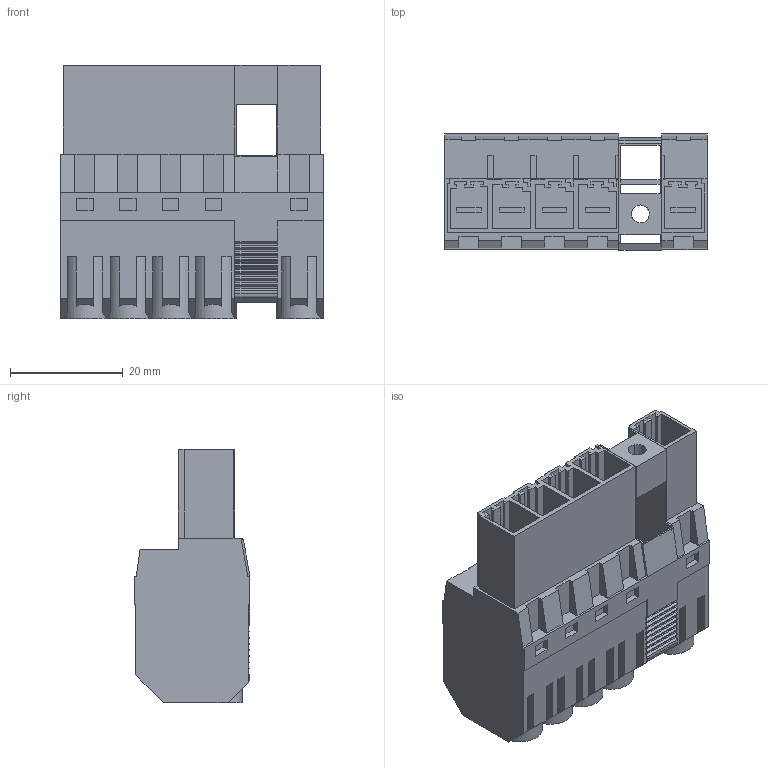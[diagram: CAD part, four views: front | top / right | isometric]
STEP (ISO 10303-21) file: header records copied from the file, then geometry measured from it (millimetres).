
FILE_DESCRIPTION(('CATIA V5 STEP Exchange','CAx-IF Rec.Pracs.--- Model Styling and Organization---1.4--- 2014-01-23'),'2;1');
FILE_NAME ('013252-1_0_1430020000_1430020000.stp','2022-10-14T12:21:49+00:00',('none'),('Weidmueller'),'CATIA Version 5-6 Release 2016 SP3 HF44','CATIA V5 STEP AP214','none');
FILE_SCHEMA(('AUTOMOTIVE_DESIGN { 1 0 10303 214 1 1 1 1 }'));
Length unit declared in the file: millimetre
Products named in the file (1): 1430020000
Bounding box: 46.62 x 20.6 x 45.01 mm (x, y, z)
Volume: 20508.5 mm3; surface area: 14713.9 mm2
Topology: 6 solids, 6 shells, 610 faces, 1686 edges, 1109 vertices
Faces by surface type: plane 547, cylinder 63
Entity records: 17894 total; most frequent: ORIENTED_EDGE 3372, CARTESIAN_POINT 3291, DIRECTION 2404, EDGE_CURVE 1686, VECTOR 1536, LINE 1536, VERTEX_POINT 1109, EDGE_LOOP 641
